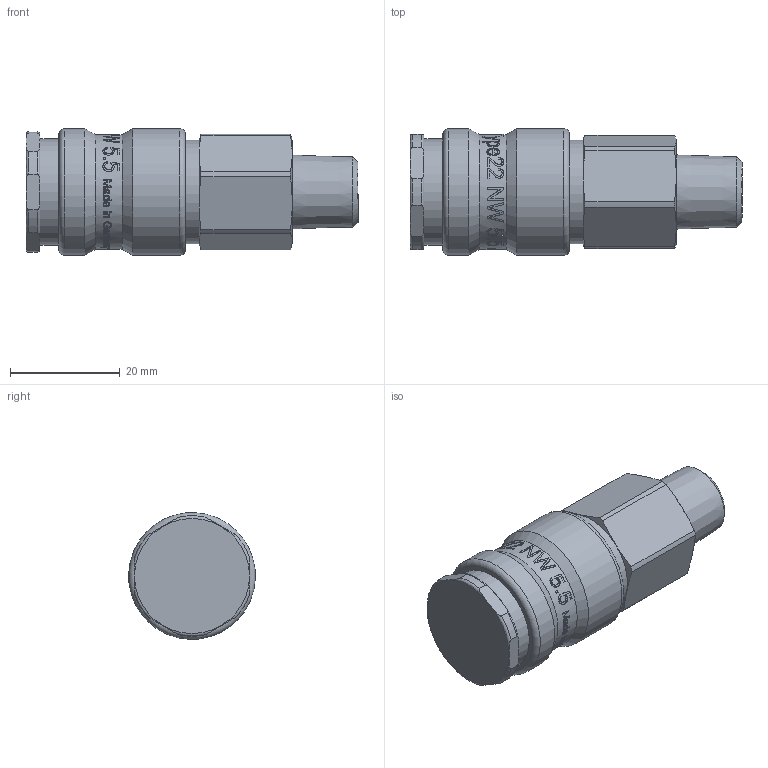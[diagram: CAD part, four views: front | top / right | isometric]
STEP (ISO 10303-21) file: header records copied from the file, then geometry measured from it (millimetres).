
FILE_DESCRIPTION((''),'2;1');
FILE_NAME('22kaak13bpn.stp','2014-02-27T07:58:37',('AS035480'),(''),'Autodesk Inventor 2013','Autodesk Inventor 2013','');
FILE_SCHEMA(('AUTOMOTIVE_DESIGN { 1 0 10303 214 1 1 1 1 }'));
Length unit declared in the file: millimetre
Products named in the file (1): D109324
Bounding box: 60.6 x 23.11 x 23.11 mm (x, y, z)
Volume: 17687.3 mm3; surface area: 7534.4 mm2
Topology: 2 solids, 2 shells, 518 faces, 1387 edges, 915 vertices
Faces by surface type: bspline 261, plane 170, cylinder 60, torus 14, cone 13
Full cylindrical faces by diameter (mm): 16.244 x1, 16.95 x1, 18.95 x1, 19.35 x1, 19.4 x1, 19.65 x1, 21 x1, 23.15 x2
Entity records: 73637 total; most frequent: CARTESIAN_POINT 62272, ORIENTED_EDGE 2728, EDGE_CURVE 1364, DIRECTION 1322, VERTEX_POINT 911, B_SPLINE_CURVE_WITH_KNOTS 690, EDGE_LOOP 581, STYLED_ITEM 519
